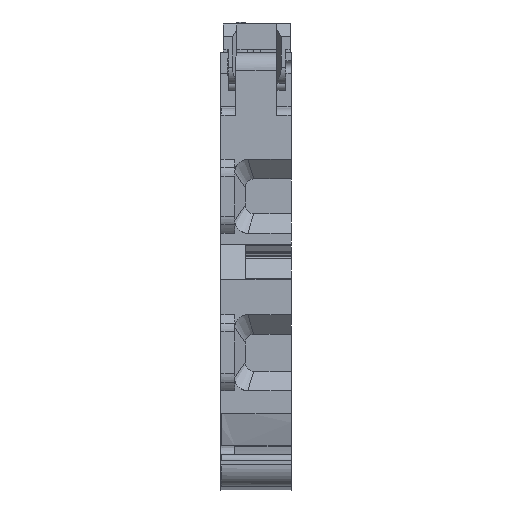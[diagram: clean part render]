
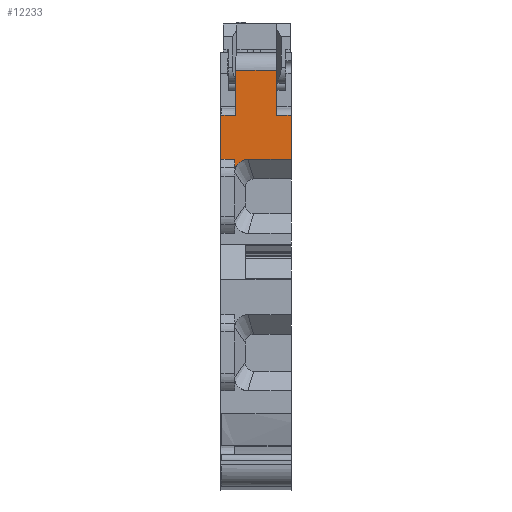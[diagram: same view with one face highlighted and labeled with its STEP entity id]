
A CAD part, front view. The second image highlights one B-rep face of the part: STEP entity #12233.
In plain terms, the highlighted planar face has unit normal (0, -1, 0).
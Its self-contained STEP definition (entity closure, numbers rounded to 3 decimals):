
#8103=AXIS2_PLACEMENT_3D('Circle Axis2P3D',#8101,#8102,$) ;
#10707=AXIS2_PLACEMENT_3D('Plane Axis2P3D',#10704,#10705,#10706) ;
#803=CARTESIAN_POINT('Vertex',(8.116,13.778,43.14)) ;
#806=CARTESIAN_POINT('Line Origine',(8.116,13.778,40.608)) ;
#810=CARTESIAN_POINT('Vertex',(8.116,13.778,38.076)) ;
#3486=CARTESIAN_POINT('Vertex',(0.,13.778,38.076)) ;
#3489=CARTESIAN_POINT('Line Origine',(0.,13.778,40.608)) ;
#3493=CARTESIAN_POINT('Vertex',(0.,13.778,43.14)) ;
#4075=CARTESIAN_POINT('Vertex',(1.716,13.778,43.14)) ;
#4078=CARTESIAN_POINT('Line Origine',(1.716,13.778,45.743)) ;
#4082=CARTESIAN_POINT('Vertex',(1.716,13.778,48.347)) ;
#8101=CARTESIAN_POINT('Axis2P3D Location',(3.106,13.778,36.573)) ;
#8105=CARTESIAN_POINT('Vertex',(3.106,13.778,38.076)) ;
#8107=CARTESIAN_POINT('Vertex',(1.603,13.778,36.573)) ;
#8140=CARTESIAN_POINT('Vertex',(1.603,13.778,38.076)) ;
#8143=CARTESIAN_POINT('Line Origine',(0.,13.778,38.076)) ;
#8160=CARTESIAN_POINT('Line Origine',(1.603,13.778,37.325)) ;
#8188=CARTESIAN_POINT('Line Origine',(0.,13.778,43.14)) ;
#8230=CARTESIAN_POINT('Line Origine',(4.058,13.778,48.347)) ;
#8234=CARTESIAN_POINT('Vertex',(6.4,13.778,48.347)) ;
#8428=CARTESIAN_POINT('Line Origine',(6.4,13.778,45.743)) ;
#8432=CARTESIAN_POINT('Vertex',(6.4,13.778,43.14)) ;
#10182=CARTESIAN_POINT('Line Origine',(5.611,13.777,38.076)) ;
#10704=CARTESIAN_POINT('Axis2P3D Location',(0.,13.778,28.307)) ;
#12215=CARTESIAN_POINT('Line Origine',(7.258,13.778,43.14)) ;
#807=DIRECTION('Vector Direction',(0.,0.,1.)) ;
#3490=DIRECTION('Vector Direction',(0.,0.,-1.)) ;
#4079=DIRECTION('Vector Direction',(0.,0.,1.)) ;
#8102=DIRECTION('Axis2P3D Direction',(0.,-1.,0.)) ;
#8144=DIRECTION('Vector Direction',(1.,0.,0.)) ;
#8161=DIRECTION('Vector Direction',(0.,0.,-1.)) ;
#8189=DIRECTION('Vector Direction',(1.,0.,0.)) ;
#8231=DIRECTION('Vector Direction',(1.,0.,0.)) ;
#8429=DIRECTION('Vector Direction',(0.,0.,-1.)) ;
#10183=DIRECTION('Vector Direction',(-1.,0.,0.)) ;
#10705=DIRECTION('Axis2P3D Direction',(0.,1.,0.)) ;
#10706=DIRECTION('Axis2P3D XDirection',(0.,0.,1.)) ;
#12216=DIRECTION('Vector Direction',(-1.,0.,0.)) ;
#808=VECTOR('Line Direction',#807,1.) ;
#3491=VECTOR('Line Direction',#3490,1.) ;
#4080=VECTOR('Line Direction',#4079,1.) ;
#8145=VECTOR('Line Direction',#8144,1.) ;
#8162=VECTOR('Line Direction',#8161,1.) ;
#8190=VECTOR('Line Direction',#8189,1.) ;
#8232=VECTOR('Line Direction',#8231,1.) ;
#8430=VECTOR('Line Direction',#8429,1.) ;
#10184=VECTOR('Line Direction',#10183,1.) ;
#12217=VECTOR('Line Direction',#12216,1.) ;
#12221=ORIENTED_EDGE('',*,*,#8192,.F.) ;
#12222=ORIENTED_EDGE('',*,*,#3495,.F.) ;
#12223=ORIENTED_EDGE('',*,*,#8147,.T.) ;
#12224=ORIENTED_EDGE('',*,*,#8164,.F.) ;
#12225=ORIENTED_EDGE('',*,*,#8109,.F.) ;
#12226=ORIENTED_EDGE('',*,*,#10186,.F.) ;
#12227=ORIENTED_EDGE('',*,*,#812,.F.) ;
#12228=ORIENTED_EDGE('',*,*,#12219,.T.) ;
#12229=ORIENTED_EDGE('',*,*,#8434,.F.) ;
#12230=ORIENTED_EDGE('',*,*,#8236,.F.) ;
#12231=ORIENTED_EDGE('',*,*,#4084,.T.) ;
#12233=ADVANCED_FACE('KLTR KDKS1/EN4 V0.1\\Koerper.2',(#12232),#10708,.F.) ;
#8104=CIRCLE('generated circle',#8103,1.503) ;
#812=EDGE_CURVE('',#804,#811,#809,.F.) ;
#3495=EDGE_CURVE('',#3487,#3494,#3492,.F.) ;
#4084=EDGE_CURVE('',#4083,#4076,#4081,.F.) ;
#8109=EDGE_CURVE('',#8106,#8108,#8104,.T.) ;
#8147=EDGE_CURVE('',#3487,#8141,#8146,.T.) ;
#8164=EDGE_CURVE('',#8108,#8141,#8163,.F.) ;
#8192=EDGE_CURVE('',#3494,#4076,#8191,.T.) ;
#8236=EDGE_CURVE('',#4083,#8235,#8233,.T.) ;
#8434=EDGE_CURVE('',#8235,#8433,#8431,.T.) ;
#10186=EDGE_CURVE('',#811,#8106,#10185,.T.) ;
#12219=EDGE_CURVE('',#804,#8433,#12218,.T.) ;
#12220=EDGE_LOOP('',(#12221,#12222,#12223,#12224,#12225,#12226,#12227,#12228,#12229,#12230,#12231)) ;
#12232=FACE_OUTER_BOUND('',#12220,.T.) ;
#809=LINE('Line',#806,#808) ;
#3492=LINE('Line',#3489,#3491) ;
#4081=LINE('Line',#4078,#4080) ;
#8146=LINE('Line',#8143,#8145) ;
#8163=LINE('Line',#8160,#8162) ;
#8191=LINE('Line',#8188,#8190) ;
#8233=LINE('Line',#8230,#8232) ;
#8431=LINE('Line',#8428,#8430) ;
#10185=LINE('Line',#10182,#10184) ;
#12218=LINE('Line',#12215,#12217) ;
#10708=PLANE('',#10707) ;
#804=VERTEX_POINT('',#803) ;
#811=VERTEX_POINT('',#810) ;
#3487=VERTEX_POINT('',#3486) ;
#3494=VERTEX_POINT('',#3493) ;
#4076=VERTEX_POINT('',#4075) ;
#4083=VERTEX_POINT('',#4082) ;
#8106=VERTEX_POINT('',#8105) ;
#8108=VERTEX_POINT('',#8107) ;
#8141=VERTEX_POINT('',#8140) ;
#8235=VERTEX_POINT('',#8234) ;
#8433=VERTEX_POINT('',#8432) ;
